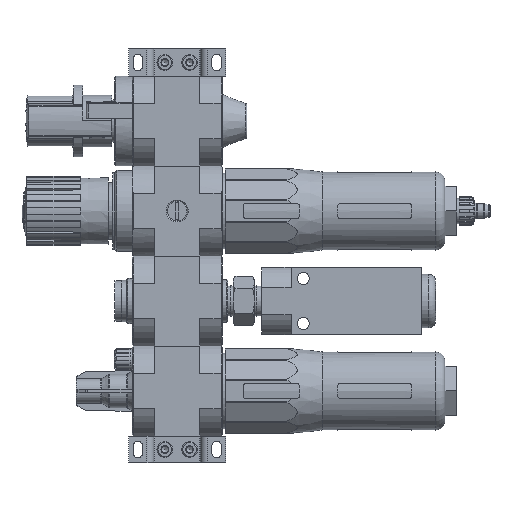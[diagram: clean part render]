
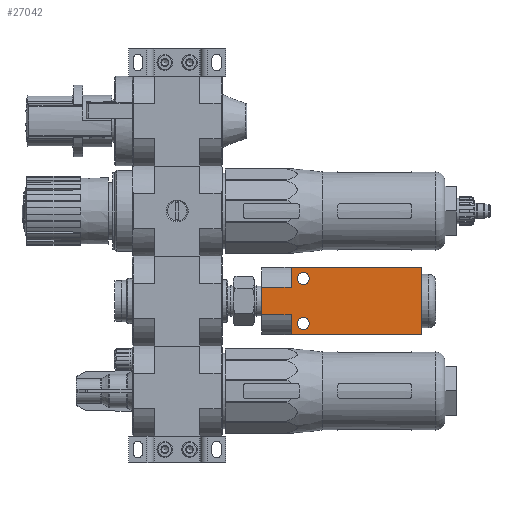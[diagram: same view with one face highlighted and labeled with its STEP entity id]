
A CAD part, left-side view. The second image highlights one B-rep face of the part: STEP entity #27042.
In plain terms, the highlighted planar face has unit normal (-1, 0, 0).
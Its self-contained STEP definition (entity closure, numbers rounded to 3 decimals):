
#2442=CIRCLE('',#38146,2.65);
#2443=CIRCLE('',#38147,2.65);
#7831=ORIENTED_EDGE('',*,*,#13176,.T.);
#7832=ORIENTED_EDGE('',*,*,#13177,.T.);
#7833=ORIENTED_EDGE('',*,*,#13178,.T.);
#7834=ORIENTED_EDGE('',*,*,#13179,.T.);
#7835=ORIENTED_EDGE('',*,*,#13180,.F.);
#7836=ORIENTED_EDGE('',*,*,#12917,.F.);
#7837=ORIENTED_EDGE('',*,*,#13181,.T.);
#7838=ORIENTED_EDGE('',*,*,#13182,.T.);
#7839=ORIENTED_EDGE('',*,*,#13183,.F.);
#7840=ORIENTED_EDGE('',*,*,#13174,.T.);
#12917=EDGE_CURVE('',#16072,#16066,#18195,.T.);
#13174=EDGE_CURVE('',#16283,#16282,#18421,.T.);
#13176=EDGE_CURVE('',#16284,#16284,#2442,.T.);
#13177=EDGE_CURVE('',#16285,#16285,#2443,.T.);
#13178=EDGE_CURVE('',#16282,#16286,#18423,.T.);
#13179=EDGE_CURVE('',#16286,#16287,#18424,.T.);
#13180=EDGE_CURVE('',#16066,#16287,#18425,.T.);
#13181=EDGE_CURVE('',#16072,#16288,#18426,.T.);
#13182=EDGE_CURVE('',#16288,#16289,#18427,.T.);
#13183=EDGE_CURVE('',#16283,#16289,#18428,.T.);
#16066=VERTEX_POINT('',#53148);
#16072=VERTEX_POINT('',#53160);
#16282=VERTEX_POINT('',#53694);
#16283=VERTEX_POINT('',#53696);
#16284=VERTEX_POINT('',#53700);
#16285=VERTEX_POINT('',#53702);
#16286=VERTEX_POINT('',#53704);
#16287=VERTEX_POINT('',#53706);
#16288=VERTEX_POINT('',#53709);
#16289=VERTEX_POINT('',#53711);
#18195=LINE('',#53161,#20124);
#18421=LINE('',#53695,#20350);
#18423=LINE('',#53703,#20352);
#18424=LINE('',#53705,#20353);
#18425=LINE('',#53707,#20354);
#18426=LINE('',#53708,#20355);
#18427=LINE('',#53710,#20356);
#18428=LINE('',#53712,#20357);
#20124=VECTOR('',#44219,1000.);
#20350=VECTOR('',#44609,1000.);
#20352=VECTOR('',#44617,1000.);
#20353=VECTOR('',#44618,1000.);
#20354=VECTOR('',#44619,1000.);
#20355=VECTOR('',#44620,1000.);
#20356=VECTOR('',#44621,1000.);
#20357=VECTOR('',#44622,1000.);
#22376=EDGE_LOOP('',(#7831));
#22377=EDGE_LOOP('',(#7832));
#22378=EDGE_LOOP('',(#7833,#7834,#7835,#7836,#7837,#7838,#7839,#7840));
#24444=FACE_BOUND('',#22376,.T.);
#24445=FACE_BOUND('',#22377,.T.);
#24446=FACE_BOUND('',#22378,.T.);
#25664=PLANE('',#38145);
#27042=ADVANCED_FACE('',(#24444,#24445,#24446),#25664,.F.);
#38145=AXIS2_PLACEMENT_3D('',#53698,#44611,#44612);
#38146=AXIS2_PLACEMENT_3D('',#53699,#44613,#44614);
#38147=AXIS2_PLACEMENT_3D('',#53701,#44615,#44616);
#44219=DIRECTION('',(0.,0.,-1.));
#44609=DIRECTION('',(0.,0.,-1.));
#44611=DIRECTION('',(1.,0.,0.));
#44612=DIRECTION('',(0.,0.,-1.));
#44613=DIRECTION('',(1.,0.,0.));
#44614=DIRECTION('',(0.,0.,-1.));
#44615=DIRECTION('',(1.,0.,0.));
#44616=DIRECTION('',(0.,0.,-1.));
#44617=DIRECTION('',(0.,-1.,0.));
#44618=DIRECTION('',(0.,0.,1.));
#44619=DIRECTION('',(0.,1.,0.));
#44620=DIRECTION('',(0.,1.,0.));
#44621=DIRECTION('',(0.,0.,1.));
#44622=DIRECTION('',(0.,-1.,0.));
#53148=CARTESIAN_POINT('',(0.,0.,-6.));
#53160=CARTESIAN_POINT('',(0.,0.,6.));
#53161=CARTESIAN_POINT('',(0.,0.,15.));
#53694=CARTESIAN_POINT('',(0.,71.2,-15.));
#53695=CARTESIAN_POINT('',(0.,71.2,15.));
#53696=CARTESIAN_POINT('',(0.,71.2,15.));
#53698=CARTESIAN_POINT('',(0.,71.2,15.));
#53699=CARTESIAN_POINT('',(0.,18.5,-10.));
#53700=CARTESIAN_POINT('',(0.,18.5,-12.65));
#53701=CARTESIAN_POINT('',(0.,18.5,10.));
#53702=CARTESIAN_POINT('',(0.,18.5,7.35));
#53703=CARTESIAN_POINT('',(0.,71.2,-15.));
#53704=CARTESIAN_POINT('',(0.,13.1,-15.));
#53705=CARTESIAN_POINT('',(0.,13.1,15.));
#53706=CARTESIAN_POINT('',(0.,13.1,-6.));
#53707=CARTESIAN_POINT('',(0.,-1.9,-6.));
#53708=CARTESIAN_POINT('',(0.,-1.9,6.));
#53709=CARTESIAN_POINT('',(0.,13.1,6.));
#53710=CARTESIAN_POINT('',(0.,13.1,15.));
#53711=CARTESIAN_POINT('',(0.,13.1,15.));
#53712=CARTESIAN_POINT('',(0.,71.2,15.));
